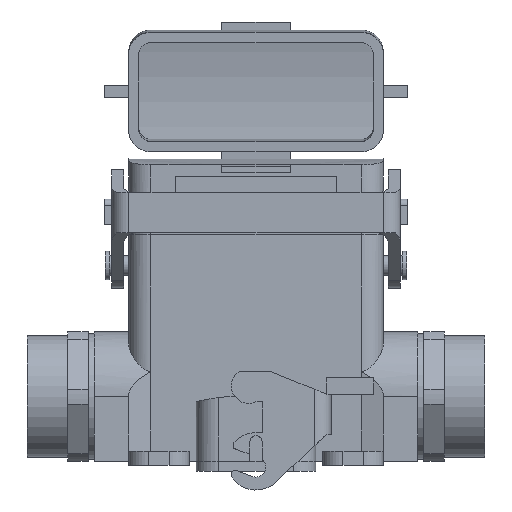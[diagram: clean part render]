
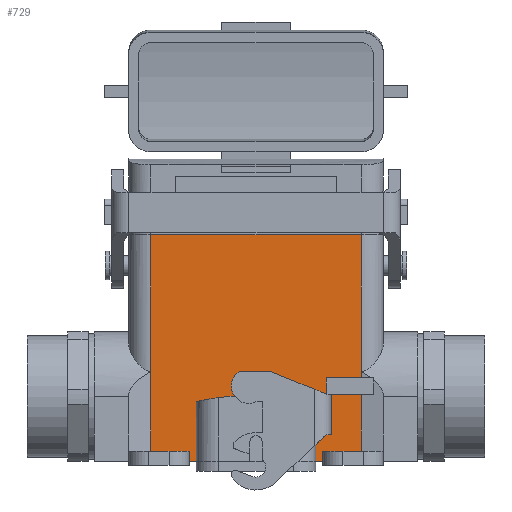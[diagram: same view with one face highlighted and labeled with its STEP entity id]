
A CAD part, front view. The second image highlights one B-rep face of the part: STEP entity #729.
In plain terms, the highlighted planar face has unit normal (0, -1, 0).
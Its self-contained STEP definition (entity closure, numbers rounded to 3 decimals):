
#729 = ADVANCED_FACE( '', ( #1558 ), #1559, .T. );
#1558 = FACE_OUTER_BOUND( '', #2465, .T. );
#1559 = PLANE( '', #2466 );
#2465 = EDGE_LOOP( '', ( #4564, #4565, #4566, #4567, #4568, #4569, #4570, #4571, #4572, #4573 ) );
#2466 = AXIS2_PLACEMENT_3D( '', #4574, #4575, #4576 );
#4564 = ORIENTED_EDGE( '', *, *, #5738, .T. );
#4565 = ORIENTED_EDGE( '', *, *, #6045, .F. );
#4566 = ORIENTED_EDGE( '', *, *, #5825, .T. );
#4567 = ORIENTED_EDGE( '', *, *, #6046, .F. );
#4568 = ORIENTED_EDGE( '', *, *, #5560, .F. );
#4569 = ORIENTED_EDGE( '', *, *, #5819, .T. );
#4570 = ORIENTED_EDGE( '', *, *, #5621, .F. );
#4571 = ORIENTED_EDGE( '', *, *, #5378, .F. );
#4572 = ORIENTED_EDGE( '', *, *, #5887, .F. );
#4573 = ORIENTED_EDGE( '', *, *, #6025, .T. );
#4574 = CARTESIAN_POINT( '', ( -26., -14.75, 56. ) );
#4575 = DIRECTION( '', ( 0., -1., 0. ) );
#4576 = DIRECTION( '', ( 0., 0., 1. ) );
#5378 = EDGE_CURVE( '', #6491, #6486, #6493, .T. );
#5560 = EDGE_CURVE( '', #6790, #6792, #6793, .T. );
#5621 = EDGE_CURVE( '', #6486, #6889, #6890, .T. );
#5738 = EDGE_CURVE( '', #7029, #7071, #7073, .T. );
#5819 = EDGE_CURVE( '', #6790, #6889, #7186, .T. );
#5825 = EDGE_CURVE( '', #7196, #7194, #7197, .T. );
#5887 = EDGE_CURVE( '', #7282, #6491, #7284, .T. );
#6025 = EDGE_CURVE( '', #7282, #7029, #7451, .T. );
#6045 = EDGE_CURVE( '', #7196, #7071, #7474, .T. );
#6046 = EDGE_CURVE( '', #6792, #7194, #7475, .T. );
#6486 = VERTEX_POINT( '', #8121 );
#6491 = VERTEX_POINT( '', #8148 );
#6493 = LINE( '', #8150, #8151 );
#6790 = VERTEX_POINT( '', #8585 );
#6792 = VERTEX_POINT( '', #8588 );
#6793 = LINE( '', #8589, #8590 );
#6889 = VERTEX_POINT( '', #8722 );
#6890 = LINE( '', #8723, #8724 );
#7029 = VERTEX_POINT( '', #8955 );
#7071 = VERTEX_POINT( '', #9028 );
#7073 = LINE( '', #9031, #9032 );
#7186 = LINE( '', #9235, #9236 );
#7194 = VERTEX_POINT( '', #9246 );
#7196 = VERTEX_POINT( '', #9249 );
#7197 = LINE( '', #9250, #9251 );
#7282 = VERTEX_POINT( '', #9403 );
#7284 = LINE( '', #9405, #9406 );
#7451 = LINE( '', #9670, #9671 );
#7474 = LINE( '', #9704, #9705 );
#7475 = LINE( '', #9706, #9707 );
#8121 = CARTESIAN_POINT( '', ( 26., -14.75, 22.2 ) );
#8148 = CARTESIAN_POINT( '', ( 26., -14.75, 56. ) );
#8150 = CARTESIAN_POINT( '', ( 26., -14.75, 56. ) );
#8151 = VECTOR( '', #10068, 1000. );
#8585 = CARTESIAN_POINT( '', ( 16.5, -14.75, 2.5 ) );
#8588 = CARTESIAN_POINT( '', ( 16.5, -14.75, 0. ) );
#8589 = CARTESIAN_POINT( '', ( 16.5, -14.75, 56. ) );
#8590 = VECTOR( '', #10301, 1000. );
#8722 = CARTESIAN_POINT( '', ( 26., -14.75, 2.5 ) );
#8723 = CARTESIAN_POINT( '', ( 26., -14.75, 70.654 ) );
#8724 = VECTOR( '', #10377, 1000. );
#8955 = CARTESIAN_POINT( '', ( -26., -14.75, 22.2 ) );
#9028 = CARTESIAN_POINT( '', ( -26., -14.75, 2.5 ) );
#9031 = CARTESIAN_POINT( '', ( -26., -14.75, 70.654 ) );
#9032 = VECTOR( '', #10535, 1000. );
#9235 = CARTESIAN_POINT( '', ( 26., -14.75, 2.5 ) );
#9236 = VECTOR( '', #10629, 1000. );
#9246 = CARTESIAN_POINT( '', ( -16.5, -14.75, 0. ) );
#9249 = CARTESIAN_POINT( '', ( -16.5, -14.75, 2.5 ) );
#9250 = CARTESIAN_POINT( '', ( -16.5, -14.75, 56. ) );
#9251 = VECTOR( '', #10636, 1000. );
#9403 = CARTESIAN_POINT( '', ( -26., -14.75, 56. ) );
#9405 = CARTESIAN_POINT( '', ( -26., -14.75, 56. ) );
#9406 = VECTOR( '', #10712, 1000. );
#9670 = CARTESIAN_POINT( '', ( -26., -14.75, 56. ) );
#9671 = VECTOR( '', #10845, 1000. );
#9704 = CARTESIAN_POINT( '', ( -26., -14.75, 2.5 ) );
#9705 = VECTOR( '', #10862, 1000. );
#9706 = CARTESIAN_POINT( '', ( 0., -14.75, 0. ) );
#9707 = VECTOR( '', #10863, 1000. );
#10068 = DIRECTION( '', ( 0., 0., -1. ) );
#10301 = DIRECTION( '', ( 0., 0., -1. ) );
#10377 = DIRECTION( '', ( 0., 0., -1. ) );
#10535 = DIRECTION( '', ( 0., 0., -1. ) );
#10629 = DIRECTION( '', ( 1., 0., 0. ) );
#10636 = DIRECTION( '', ( 0., 0., -1. ) );
#10712 = DIRECTION( '', ( 1., 0., 0. ) );
#10845 = DIRECTION( '', ( 0., 0., -1. ) );
#10862 = DIRECTION( '', ( -1., 0., 0. ) );
#10863 = DIRECTION( '', ( -1., 0., 0. ) );
